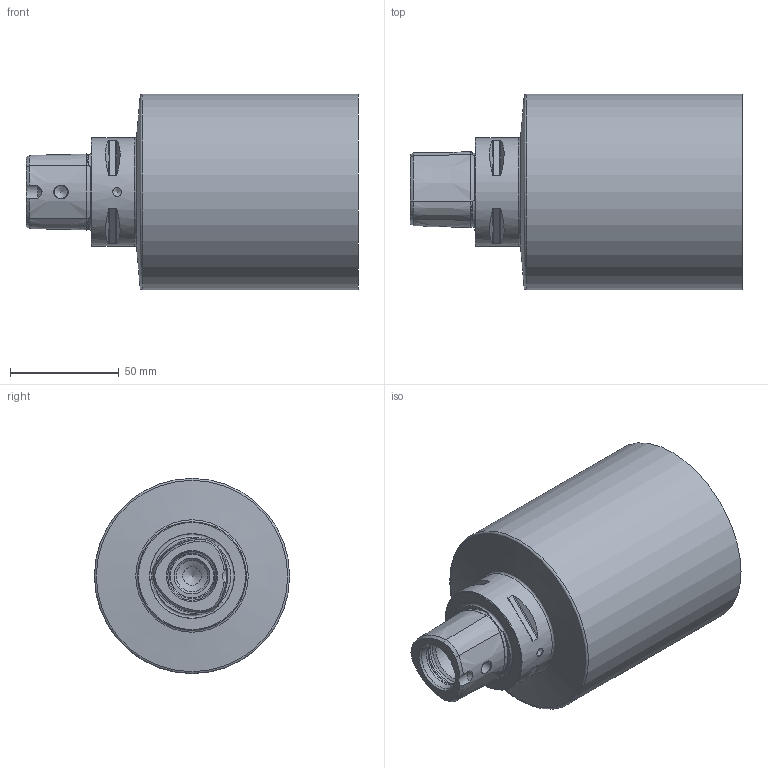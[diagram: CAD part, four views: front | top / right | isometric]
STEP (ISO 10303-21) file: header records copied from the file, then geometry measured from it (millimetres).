
FILE_DESCRIPTION (( 'STEP AP214' ), '1' );
FILE_NAME ('PS5.Ro9.001.123.STEP', '2020-09-22T11:09:17', ( '' ), ( '' ), 'SwSTEP 2.0', 'SolidWorks 2017', '' );
FILE_SCHEMA (( 'AUTOMOTIVE_DESIGN' ));
Length unit declared in the file: millimetre
Products named in the file (1): PS5.Ro9.001.123
Bounding box: 153 x 90 x 90 mm (x, y, z)
Volume: 697151.9 mm3; surface area: 51770 mm2
Topology: 1 solids, 1 shells, 92 faces, 214 edges, 130 vertices
Faces by surface type: cone 37, cylinder 20, plane 19, torus 16
Full cylindrical faces by diameter (mm): 2 x1, 4 x1, 6.1 x2, 8.5 x1, 14.5 x1, 21 x2, 24 x1, 50 x1, 90 x1
Entity records: 2881 total; most frequent: CARTESIAN_POINT 985, DIRECTION 382, ORIENTED_EDGE 346, EDGE_CURVE 173, AXIS2_PLACEMENT_3D 170, EDGE_LOOP 132, VERTEX_POINT 121, FACE_OUTER_BOUND 110
